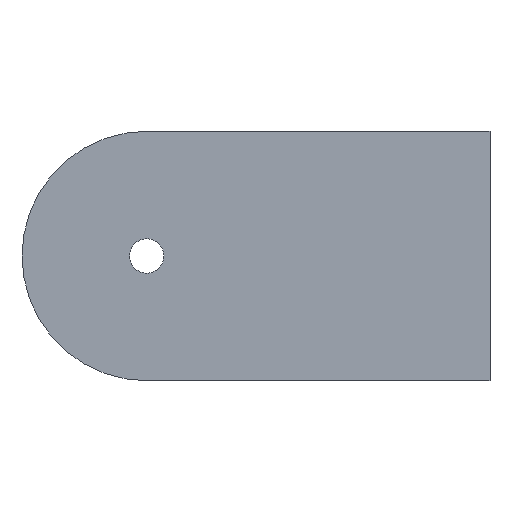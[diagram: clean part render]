
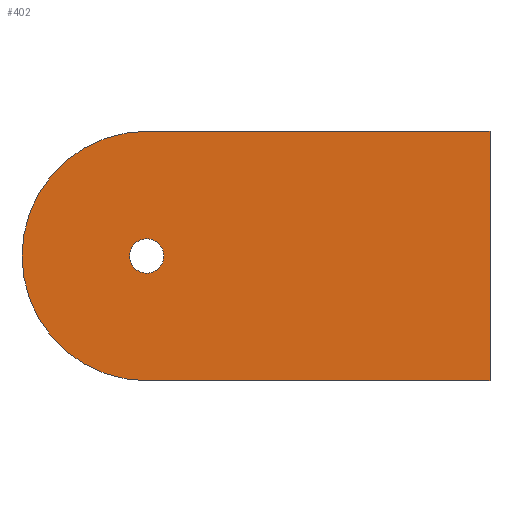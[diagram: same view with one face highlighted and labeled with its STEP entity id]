
A CAD part, front view. The second image highlights one B-rep face of the part: STEP entity #402.
In plain terms, the highlighted planar face has unit normal (0, -1, 0).
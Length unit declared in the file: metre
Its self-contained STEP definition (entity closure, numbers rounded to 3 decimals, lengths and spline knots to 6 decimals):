
#11 = CIRCLE ( 'NONE', #376, 0.0015 ) ;
#19 = CARTESIAN_POINT ( 'NONE',  ( 0.03, 0., 0.0109 ) ) ;
#22 = CIRCLE ( 'NONE', #256, 0.0015 ) ;
#29 = ORIENTED_EDGE ( 'NONE', *, *, #53, .F. ) ;
#34 = DIRECTION ( 'NONE',  ( 1., 0., 0. ) ) ;
#40 = VECTOR ( 'NONE', #493, 1. ) ;
#51 = DIRECTION ( 'NONE',  ( 0., 0., -1. ) ) ;
#52 = FACE_OUTER_BOUND ( 'NONE', #247, .T. ) ;
#53 = EDGE_CURVE ( 'NONE', #59, #363, #75, .T. ) ;
#54 = DIRECTION ( 'NONE',  ( 0., 1., 0. ) ) ;
#58 = DIRECTION ( 'NONE',  ( 0., 1., 0. ) ) ;
#59 = VERTEX_POINT ( 'NONE', #208 ) ;
#71 = DIRECTION ( 'NONE',  ( 0., 1., 0. ) ) ;
#73 = AXIS2_PLACEMENT_3D ( 'NONE', #143, #58, #470 ) ;
#75 = LINE ( 'NONE', #406, #103 ) ;
#80 = AXIS2_PLACEMENT_3D ( 'NONE', #350, #54, #324 ) ;
#101 = CARTESIAN_POINT ( 'NONE',  ( 0., 0., 0. ) ) ;
#102 = VERTEX_POINT ( 'NONE', #286 ) ;
#103 = VECTOR ( 'NONE', #34, 1. ) ;
#134 = LINE ( 'NONE', #306, #239 ) ;
#143 = CARTESIAN_POINT ( 'NONE',  ( 0., 0., 0. ) ) ;
#145 = CARTESIAN_POINT ( 'NONE',  ( 0.0015, 0., 0. ) ) ;
#146 = VERTEX_POINT ( 'NONE', #373 ) ;
#160 = CARTESIAN_POINT ( 'NONE',  ( 0., 0., 0. ) ) ;
#188 = ORIENTED_EDGE ( 'NONE', *, *, #269, .F. ) ;
#190 = EDGE_CURVE ( 'NONE', #102, #411, #222, .T. ) ;
#208 = CARTESIAN_POINT ( 'NONE',  ( 0., 0., 0.0109 ) ) ;
#213 = CARTESIAN_POINT ( 'NONE',  ( 0.03, 0., -0.0109 ) ) ;
#222 = LINE ( 'NONE', #213, #40 ) ;
#226 = FACE_BOUND ( 'NONE', #432, .T. ) ;
#237 = CARTESIAN_POINT ( 'NONE',  ( 0., 0., -0.0109 ) ) ;
#239 = VECTOR ( 'NONE', #51, 1. ) ;
#246 = DIRECTION ( 'NONE',  ( 1., 0., 0. ) ) ;
#247 = EDGE_LOOP ( 'NONE', ( #318, #476, #188, #29 ) ) ;
#256 = AXIS2_PLACEMENT_3D ( 'NONE', #160, #71, #246 ) ;
#269 = EDGE_CURVE ( 'NONE', #363, #102, #134, .T. ) ;
#273 = DIRECTION ( 'NONE',  ( 0., 1., 0. ) ) ;
#274 = ORIENTED_EDGE ( 'NONE', *, *, #467, .T. ) ;
#276 = DIRECTION ( 'NONE',  ( 1., 0., 0. ) ) ;
#286 = CARTESIAN_POINT ( 'NONE',  ( 0.03, 0., -0.0109 ) ) ;
#297 = EDGE_CURVE ( 'NONE', #411, #59, #525, .T. ) ;
#306 = CARTESIAN_POINT ( 'NONE',  ( 0.03, 0., 0.0109 ) ) ;
#313 = VERTEX_POINT ( 'NONE', #145 ) ;
#318 = ORIENTED_EDGE ( 'NONE', *, *, #297, .F. ) ;
#324 = DIRECTION ( 'NONE',  ( 1., 0., 0. ) ) ;
#350 = CARTESIAN_POINT ( 'NONE',  ( 0.00955, 0., 0. ) ) ;
#351 = EDGE_CURVE ( 'NONE', #146, #313, #11, .T. ) ;
#363 = VERTEX_POINT ( 'NONE', #19 ) ;
#373 = CARTESIAN_POINT ( 'NONE',  ( -0.0015, 0., 0. ) ) ;
#376 = AXIS2_PLACEMENT_3D ( 'NONE', #101, #273, #276 ) ;
#402 = ADVANCED_FACE ( 'NONE', ( #52, #226 ), #497, .F. ) ;
#406 = CARTESIAN_POINT ( 'NONE',  ( 0., 0., 0.0109 ) ) ;
#411 = VERTEX_POINT ( 'NONE', #237 ) ;
#432 = EDGE_LOOP ( 'NONE', ( #274, #502 ) ) ;
#467 = EDGE_CURVE ( 'NONE', #313, #146, #22, .T. ) ;
#470 = DIRECTION ( 'NONE',  ( 0., 0., -1. ) ) ;
#476 = ORIENTED_EDGE ( 'NONE', *, *, #190, .F. ) ;
#493 = DIRECTION ( 'NONE',  ( -1., 0., 0. ) ) ;
#497 = PLANE ( 'NONE',  #80 ) ;
#502 = ORIENTED_EDGE ( 'NONE', *, *, #351, .T. ) ;
#525 = CIRCLE ( 'NONE', #73, 0.0109 ) ;
